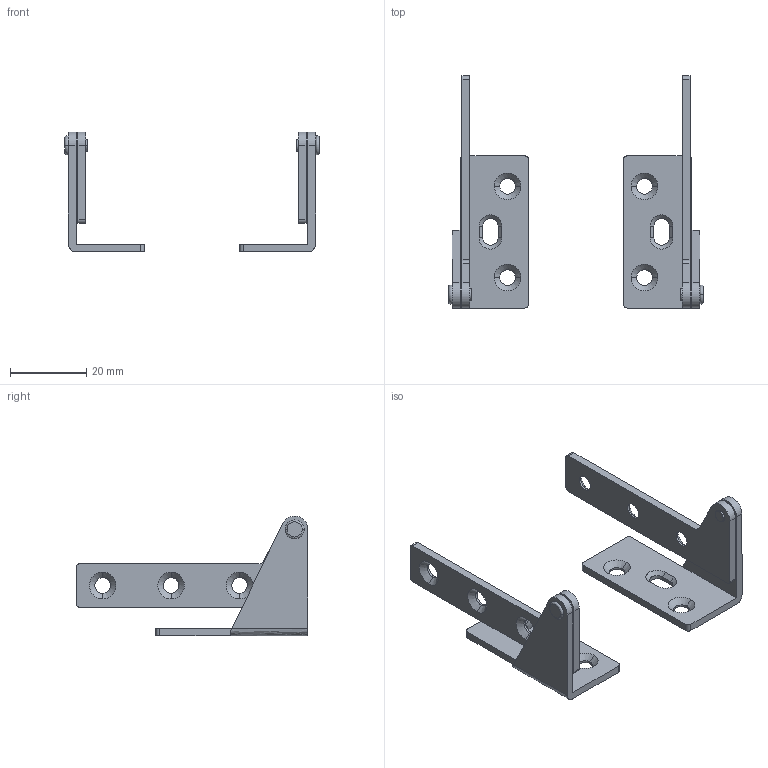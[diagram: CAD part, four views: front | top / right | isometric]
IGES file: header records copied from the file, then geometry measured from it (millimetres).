
Start section: ------------------------------------------------------------------------
Global section: file name: PC50.19916.TH_180_24845.igs; native system: spGate; preprocessor: ver16.7.1; author: Unknown; organization: Unknown; date: 201012.125545; units: millimetre
Bounding box: 67 x 61 x 31.5 mm (x, y, z)
Volume: 7251.1 mm3; surface area: 9226.3 mm2
Topology: 8 solids, 8 shells, 144 faces, 350 edges, 224 vertices
Faces by surface type: bspline 144
